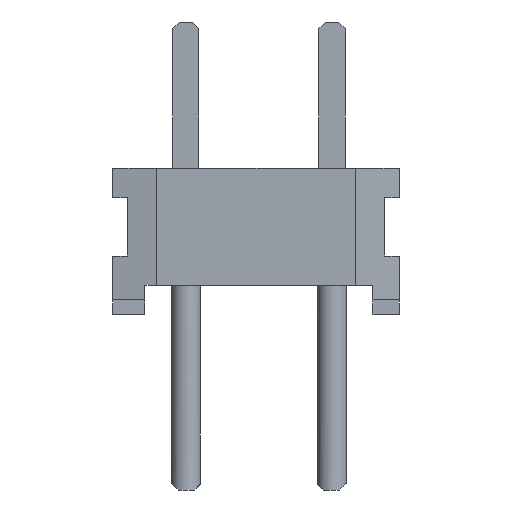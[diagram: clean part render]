
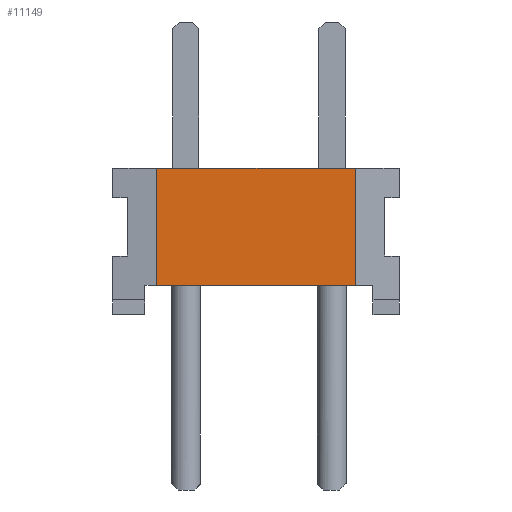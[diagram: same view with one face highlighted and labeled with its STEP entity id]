
A CAD part, left-side view. The second image highlights one B-rep face of the part: STEP entity #11149.
In plain terms, the highlighted planar face has unit normal (-1, 0, 0).
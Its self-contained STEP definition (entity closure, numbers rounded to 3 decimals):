
#11149 = ADVANCED_FACE('',(#11150),#11184,.F.);
#11150 = FACE_BOUND('',#11151,.T.);
#11151 = EDGE_LOOP('',(#11152,#11162,#11170,#11178));
#11152 = ORIENTED_EDGE('',*,*,#11153,.F.);
#11153 = EDGE_CURVE('',#11154,#11156,#11158,.T.);
#11154 = VERTEX_POINT('',#11155);
#11155 = CARTESIAN_POINT('',(-12.7,1.778,2.54));
#11156 = VERTEX_POINT('',#11157);
#11157 = CARTESIAN_POINT('',(-12.7,-1.676,2.54));
#11158 = LINE('',#11159,#11160);
#11159 = CARTESIAN_POINT('',(-12.7,2.54,2.54));
#11160 = VECTOR('',#11161,1.);
#11161 = DIRECTION('',(0.,-1.,0.));
#11162 = ORIENTED_EDGE('',*,*,#11163,.T.);
#11163 = EDGE_CURVE('',#11154,#11164,#11166,.T.);
#11164 = VERTEX_POINT('',#11165);
#11165 = CARTESIAN_POINT('',(-12.7,1.778,0.508));
#11166 = LINE('',#11167,#11168);
#11167 = CARTESIAN_POINT('',(-12.7,1.778,2.54));
#11168 = VECTOR('',#11169,1.);
#11169 = DIRECTION('',(0.,0.,-1.));
#11170 = ORIENTED_EDGE('',*,*,#11171,.T.);
#11171 = EDGE_CURVE('',#11164,#11172,#11174,.T.);
#11172 = VERTEX_POINT('',#11173);
#11173 = CARTESIAN_POINT('',(-12.7,-1.676,0.508));
#11174 = LINE('',#11175,#11176);
#11175 = CARTESIAN_POINT('',(-12.7,1.981,0.508));
#11176 = VECTOR('',#11177,1.);
#11177 = DIRECTION('',(0.,-1.,0.));
#11178 = ORIENTED_EDGE('',*,*,#11179,.T.);
#11179 = EDGE_CURVE('',#11172,#11156,#11180,.T.);
#11180 = LINE('',#11181,#11182);
#11181 = CARTESIAN_POINT('',(-12.7,-1.676,2.54));
#11182 = VECTOR('',#11183,1.);
#11183 = DIRECTION('',(0.,0.,1.));
#11184 = PLANE('',#11185);
#11185 = AXIS2_PLACEMENT_3D('',#11186,#11187,#11188);
#11186 = CARTESIAN_POINT('',(-12.7,2.54,2.54));
#11187 = DIRECTION('',(1.,0.,0.));
#11188 = DIRECTION('',(0.,1.,0.));
